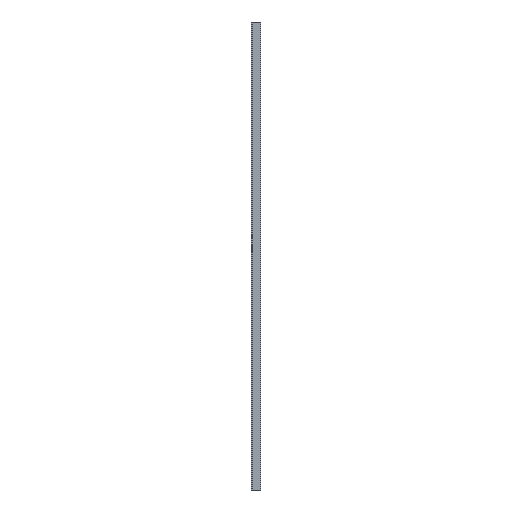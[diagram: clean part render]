
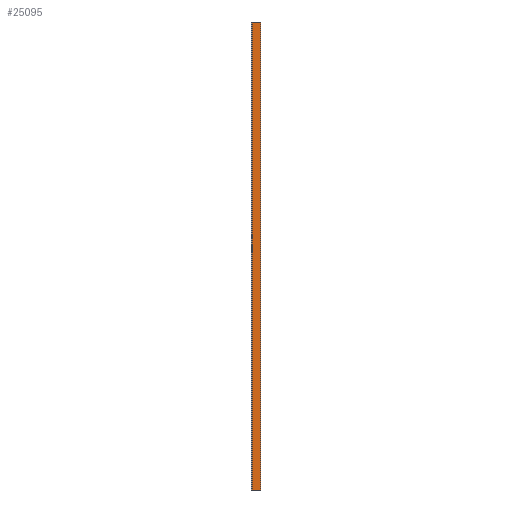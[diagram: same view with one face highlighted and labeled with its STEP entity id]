
A CAD part, left-side view. The second image highlights one B-rep face of the part: STEP entity #25095.
In plain terms, the highlighted planar face has unit normal (-1, 0, 0).
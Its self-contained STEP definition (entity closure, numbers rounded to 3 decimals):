
#73 = DIRECTION ( 'NONE',  ( 0., 0., -1. ) ) ;
#1023 = AXIS2_PLACEMENT_3D ( 'NONE', #54795, #16744, #73 ) ;
#1141 = CARTESIAN_POINT ( 'NONE',  ( -36., 107.962, 0. ) ) ;
#3152 = VERTEX_POINT ( 'NONE', #47731 ) ;
#5061 = LINE ( 'NONE', #21959, #31453 ) ;
#6142 = EDGE_LOOP ( 'NONE', ( #20566, #13881, #26955, #15573 ) ) ;
#8103 = CARTESIAN_POINT ( 'NONE',  ( -36., 107.962, -6000. ) ) ;
#10007 = DIRECTION ( 'NONE',  ( 0., 1., 0. ) ) ;
#13079 = LINE ( 'NONE', #14172, #17078 ) ;
#13659 = DIRECTION ( 'NONE',  ( 0., 0., 1. ) ) ;
#13881 = ORIENTED_EDGE ( 'NONE', *, *, #48724, .F. ) ;
#14172 = CARTESIAN_POINT ( 'NONE',  ( -36., 0., -6000. ) ) ;
#14879 = VERTEX_POINT ( 'NONE', #54624 ) ;
#15573 = ORIENTED_EDGE ( 'NONE', *, *, #18790, .T. ) ;
#16033 = VERTEX_POINT ( 'NONE', #51634 ) ;
#16744 = DIRECTION ( 'NONE',  ( 1., 0., 0. ) ) ;
#17078 = VECTOR ( 'NONE', #10007, 1000. ) ;
#18790 = EDGE_CURVE ( 'NONE', #16033, #14879, #5061, .T. ) ;
#18819 = VERTEX_POINT ( 'NONE', #1141 ) ;
#20367 = PLANE ( 'NONE',  #1023 ) ;
#20566 = ORIENTED_EDGE ( 'NONE', *, *, #31688, .T. ) ;
#21959 = CARTESIAN_POINT ( 'NONE',  ( -36., 0.5, -6000. ) ) ;
#25095 = ADVANCED_FACE ( 'NONE', ( #37895 ), #20367, .F. ) ;
#26603 = EDGE_CURVE ( 'NONE', #16033, #3152, #13079, .T. ) ;
#26955 = ORIENTED_EDGE ( 'NONE', *, *, #26603, .F. ) ;
#28963 = DIRECTION ( 'NONE',  ( 0., 0., 1. ) ) ;
#31453 = VECTOR ( 'NONE', #13659, 1000. ) ;
#31688 = EDGE_CURVE ( 'NONE', #14879, #18819, #42596, .T. ) ;
#34540 = CARTESIAN_POINT ( 'NONE',  ( -36., 0., 0. ) ) ;
#37859 = LINE ( 'NONE', #8103, #38237 ) ;
#37895 = FACE_OUTER_BOUND ( 'NONE', #6142, .T. ) ;
#38237 = VECTOR ( 'NONE', #28963, 1000. ) ;
#39274 = DIRECTION ( 'NONE',  ( 0., 1., 0. ) ) ;
#42596 = LINE ( 'NONE', #34540, #51014 ) ;
#47731 = CARTESIAN_POINT ( 'NONE',  ( -36., 107.962, -6000. ) ) ;
#48724 = EDGE_CURVE ( 'NONE', #3152, #18819, #37859, .T. ) ;
#51014 = VECTOR ( 'NONE', #39274, 1000. ) ;
#51634 = CARTESIAN_POINT ( 'NONE',  ( -36., 0.5, -6000. ) ) ;
#54624 = CARTESIAN_POINT ( 'NONE',  ( -36., 0.5, 0. ) ) ;
#54795 = CARTESIAN_POINT ( 'NONE',  ( -36., 0., -6000. ) ) ;
